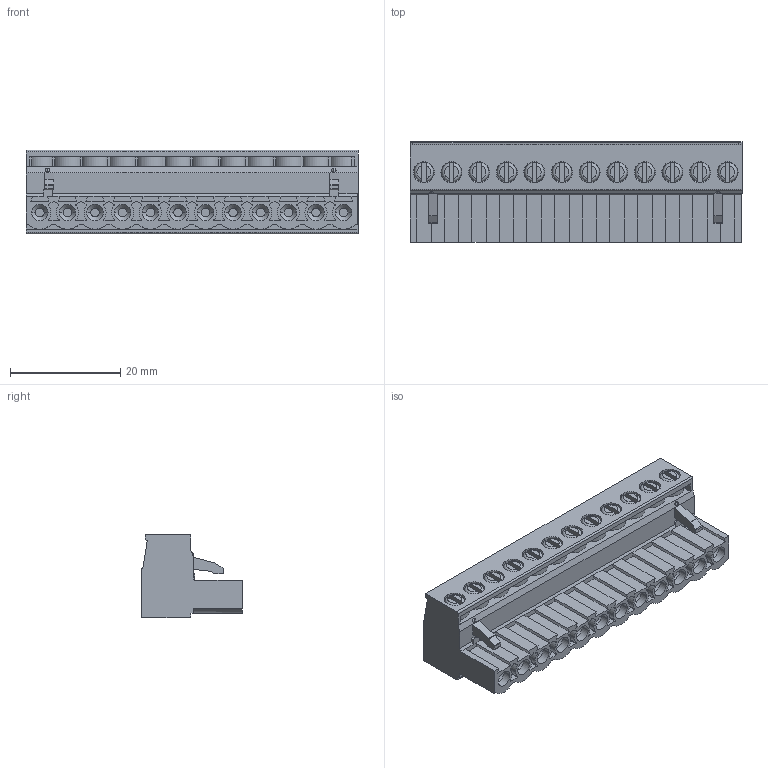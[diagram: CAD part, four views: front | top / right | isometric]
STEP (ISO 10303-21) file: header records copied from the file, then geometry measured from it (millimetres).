
FILE_DESCRIPTION(('STEP AP214'),'1');
FILE_NAME('20020007g121b01lf.stp','2024-11-06T01:33:00',('TraceParts'),('TraceParts S.A.'),'Spatial InterOp 3D',' ',' ');
FILE_SCHEMA(('AUTOMOTIVE_DESIGN { 1 0 10303 214 1 1 1 1 }'));
Length unit declared in the file: millimetre
Products named in the file (1): 20020007g121b01lf
Bounding box: 60.1 x 18.2 x 15.1 mm (x, y, z)
Volume: 7136.1 mm3; surface area: 9674.1 mm2
Topology: 1 solids, 1 shells, 1231 faces, 3447 edges, 2179 vertices
Faces by surface type: plane 599, cylinder 412, cone 168, sphere 28, torus 24
Entity records: 50515 total; most frequent: CARTESIAN_POINT 19209, ORIENTED_EDGE 6838, DIRECTION 6331, EDGE_CURVE 3419, AXIS2_PLACEMENT_3D 2280, VERTEX_POINT 2179, LINE 1771, VECTOR 1771
